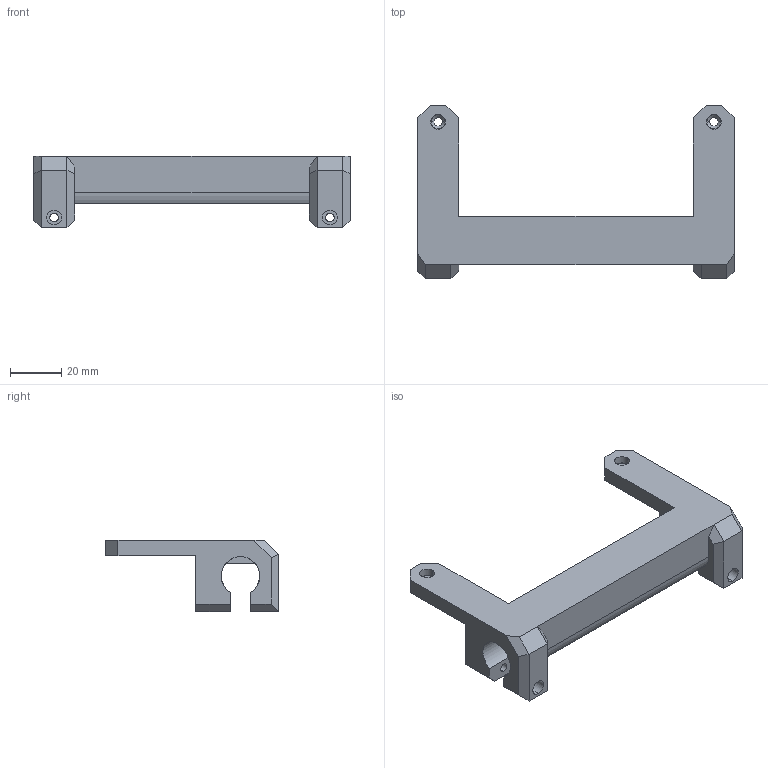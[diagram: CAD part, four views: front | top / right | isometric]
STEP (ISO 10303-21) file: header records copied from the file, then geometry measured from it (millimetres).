
FILE_DESCRIPTION (( 'STEP AP214' ), '1' );
FILE_NAME ('Cellink Inkredible Carriage Mount Bottom.STEP', '2024-12-03T15:11:36', ( '' ), ( '' ), 'SwSTEP 2.0', 'SolidWorks 2024', '' );
FILE_SCHEMA (( 'AUTOMOTIVE_DESIGN' ));
Length unit declared in the file: millimetre
Products named in the file (1): Cellink Inkredible Carriage Mount Bottom
Bounding box: 124 x 68 x 28 mm (x, y, z)
Volume: 45555.4 mm3; surface area: 19290.5 mm2
Topology: 1 solids, 1 shells, 87 faces, 229 edges, 148 vertices
Faces by surface type: plane 56, cylinder 27, cone 4
Entity records: 2720 total; most frequent: DIRECTION 467, CARTESIAN_POINT 465, ORIENTED_EDGE 458, EDGE_CURVE 229, LINE 167, VECTOR 167, AXIS2_PLACEMENT_3D 150, VERTEX_POINT 148
